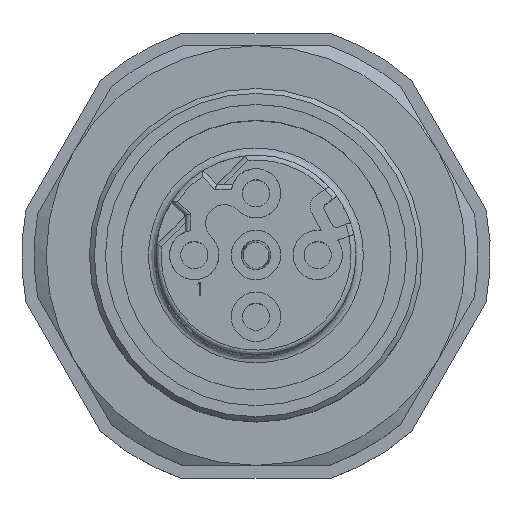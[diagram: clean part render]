
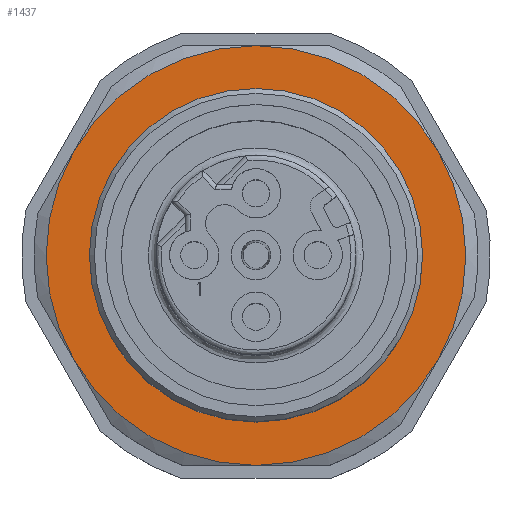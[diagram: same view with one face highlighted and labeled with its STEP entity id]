
A CAD part, top view. The second image highlights one B-rep face of the part: STEP entity #1437.
In plain terms, the highlighted planar face has unit normal (0, 0, 1).
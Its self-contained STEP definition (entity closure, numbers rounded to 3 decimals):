
#90 = DIRECTION ( 'NONE',  ( 0., 0., -1. ) ) ;
#236 = DIRECTION ( 'NONE',  ( 0., 0., -1. ) ) ;
#295 = VERTEX_POINT ( 'NONE', #3297 ) ;
#1058 = DIRECTION ( 'NONE',  ( 0., 0., -1. ) ) ;
#1059 = CARTESIAN_POINT ( 'NONE',  ( 0., 0., 30.5 ) ) ;
#1388 = CARTESIAN_POINT ( 'NONE',  ( -7.361, 4.25, 30.5 ) ) ;
#1437 = ADVANCED_FACE ( 'NONE', ( #1548, #10589 ), #14651, .T. ) ;
#1548 = FACE_BOUND ( 'NONE', #4533, .T. ) ;
#2115 = VERTEX_POINT ( 'NONE', #6193 ) ;
#2210 = DIRECTION ( 'NONE',  ( 0., 1., 0. ) ) ;
#2296 = CIRCLE ( 'NONE', #10010, 8.5 ) ;
#2615 = VERTEX_POINT ( 'NONE', #12985 ) ;
#2687 = ORIENTED_EDGE ( 'NONE', *, *, #3466, .F. ) ;
#2725 = AXIS2_PLACEMENT_3D ( 'NONE', #8888, #7776, #6619 ) ;
#2735 = DIRECTION ( 'NONE',  ( 0., 0., -1. ) ) ;
#3071 = CIRCLE ( 'NONE', #9130, 8.5 ) ;
#3297 = CARTESIAN_POINT ( 'NONE',  ( 0., 8.5, 30.5 ) ) ;
#3466 = EDGE_CURVE ( 'NONE', #11954, #2615, #3071, .T. ) ;
#3603 = VERTEX_POINT ( 'NONE', #7313 ) ;
#4026 = ORIENTED_EDGE ( 'NONE', *, *, #5177, .F. ) ;
#4193 = ORIENTED_EDGE ( 'NONE', *, *, #11609, .F. ) ;
#4300 = CARTESIAN_POINT ( 'NONE',  ( 7.361, 4.25, 30.5 ) ) ;
#4313 = AXIS2_PLACEMENT_3D ( 'NONE', #6864, #90, #8011 ) ;
#4533 = EDGE_LOOP ( 'NONE', ( #11664 ) ) ;
#5177 = EDGE_CURVE ( 'NONE', #13893, #295, #5365, .T. ) ;
#5365 = CIRCLE ( 'NONE', #4313, 8.5 ) ;
#5807 = DIRECTION ( 'NONE',  ( 0., 0., -1. ) ) ;
#6152 = DIRECTION ( 'NONE',  ( 0., 0., -1. ) ) ;
#6193 = CARTESIAN_POINT ( 'NONE',  ( 0., -8.5, 30.5 ) ) ;
#6260 = EDGE_LOOP ( 'NONE', ( #4026, #8113, #8750, #4193, #2687, #9275 ) ) ;
#6619 = DIRECTION ( 'NONE',  ( 1., 0., 0. ) ) ;
#6864 = CARTESIAN_POINT ( 'NONE',  ( 0., 0., 30.5 ) ) ;
#6907 = AXIS2_PLACEMENT_3D ( 'NONE', #12597, #5807, #13758 ) ;
#7029 = CARTESIAN_POINT ( 'NONE',  ( 0., 0., 30.5 ) ) ;
#7313 = CARTESIAN_POINT ( 'NONE',  ( -6.75, 0., 30.5 ) ) ;
#7392 = EDGE_CURVE ( 'NONE', #2115, #13590, #2296, .T. ) ;
#7704 = CIRCLE ( 'NONE', #6907, 8.5 ) ;
#7776 = DIRECTION ( 'NONE',  ( 0., 0., 1. ) ) ;
#7863 = CARTESIAN_POINT ( 'NONE',  ( 0., 0., 30.5 ) ) ;
#7902 = AXIS2_PLACEMENT_3D ( 'NONE', #9519, #2735, #10657 ) ;
#8011 = DIRECTION ( 'NONE',  ( 0., 1., 0. ) ) ;
#8113 = ORIENTED_EDGE ( 'NONE', *, *, #14022, .F. ) ;
#8163 = DIRECTION ( 'NONE',  ( -1., 0., 0. ) ) ;
#8524 = EDGE_CURVE ( 'NONE', #295, #11954, #10403, .T. ) ;
#8750 = ORIENTED_EDGE ( 'NONE', *, *, #7392, .F. ) ;
#8888 = CARTESIAN_POINT ( 'NONE',  ( 0., -8.5, 30.5 ) ) ;
#8996 = DIRECTION ( 'NONE',  ( -1., 0., 0. ) ) ;
#8998 = DIRECTION ( 'NONE',  ( 0., 0., -1. ) ) ;
#9130 = AXIS2_PLACEMENT_3D ( 'NONE', #1059, #8998, #2210 ) ;
#9275 = ORIENTED_EDGE ( 'NONE', *, *, #8524, .F. ) ;
#9382 = CARTESIAN_POINT ( 'NONE',  ( -7.361, -4.25, 30.5 ) ) ;
#9501 = AXIS2_PLACEMENT_3D ( 'NONE', #7029, #236, #8163 ) ;
#9519 = CARTESIAN_POINT ( 'NONE',  ( 0., 0., 30.5 ) ) ;
#10010 = AXIS2_PLACEMENT_3D ( 'NONE', #7863, #1058, #8996 ) ;
#10403 = CIRCLE ( 'NONE', #10818, 8.5 ) ;
#10589 = FACE_OUTER_BOUND ( 'NONE', #6260, .T. ) ;
#10657 = DIRECTION ( 'NONE',  ( 0., 1., 0. ) ) ;
#10818 = AXIS2_PLACEMENT_3D ( 'NONE', #12926, #6152, #14096 ) ;
#11054 = EDGE_CURVE ( 'NONE', #3603, #3603, #12454, .T. ) ;
#11609 = EDGE_CURVE ( 'NONE', #2615, #2115, #7704, .T. ) ;
#11664 = ORIENTED_EDGE ( 'NONE', *, *, #11054, .T. ) ;
#11954 = VERTEX_POINT ( 'NONE', #4300 ) ;
#12454 = CIRCLE ( 'NONE', #9501, 6.75 ) ;
#12597 = CARTESIAN_POINT ( 'NONE',  ( 0., 0., 30.5 ) ) ;
#12926 = CARTESIAN_POINT ( 'NONE',  ( 0., 0., 30.5 ) ) ;
#12985 = CARTESIAN_POINT ( 'NONE',  ( 7.361, -4.25, 30.5 ) ) ;
#13590 = VERTEX_POINT ( 'NONE', #9382 ) ;
#13758 = DIRECTION ( 'NONE',  ( 0., 1., 0. ) ) ;
#13893 = VERTEX_POINT ( 'NONE', #1388 ) ;
#14022 = EDGE_CURVE ( 'NONE', #13590, #13893, #14302, .T. ) ;
#14096 = DIRECTION ( 'NONE',  ( -1., 0., 0. ) ) ;
#14302 = CIRCLE ( 'NONE', #7902, 8.5 ) ;
#14651 = PLANE ( 'NONE',  #2725 ) ;
